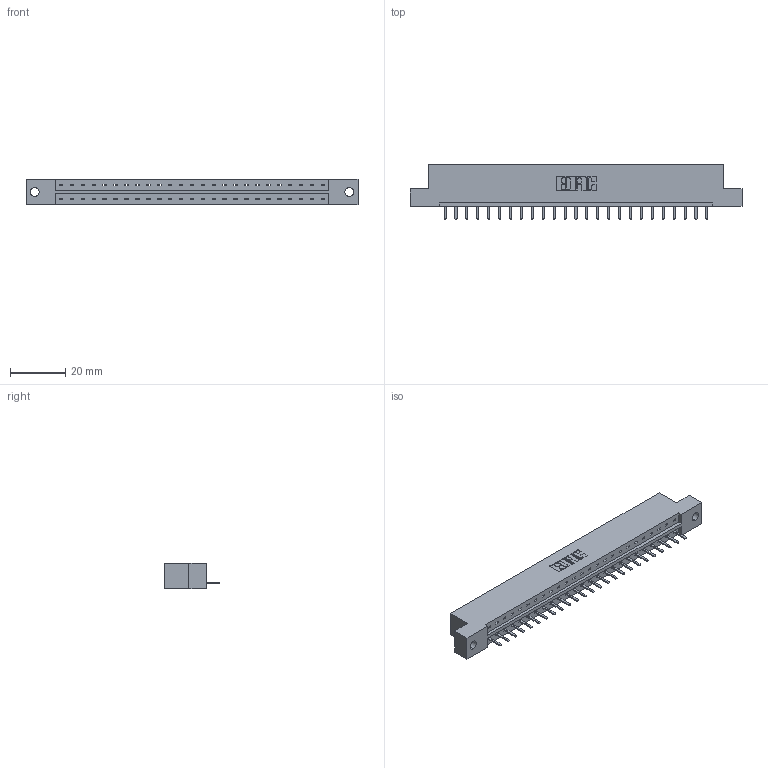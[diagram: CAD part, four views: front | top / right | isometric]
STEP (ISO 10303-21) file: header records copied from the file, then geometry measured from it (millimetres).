
FILE_DESCRIPTION (( 'STEP AP203' ), '1' );
FILE_NAME ('833-025-520-102.STEP', '2020-06-01T23:05:35', ( '' ), ( '' ), 'SwSTEP 2.0', 'SolidWorks 2020', '' );
FILE_SCHEMA (( 'CONFIG_CONTROL_DESIGN' ));
Length unit declared in the file: inch
Products named in the file (3): 833-025-520-102; 345-292-001_345-293-120; 833 Part_Flush - .128 Dia
Assembly tree (26 placements, depth 2):
  833-025-520-102
    833 Part_Flush - .128 Dia
    345-292-001_345-293-120  x25
Bounding box: 120.6 x 20.02 x 9.4 mm (x, y, z)
Volume: 11880.9 mm3; surface area: 12219.1 mm2
Topology: 26 solids, 26 shells, 1664 faces, 4911 edges, 3206 vertices
Faces by surface type: plane 1170, cylinder 494
Entity records: 17599 total; most frequent: CARTESIAN_POINT 3057, ORIENTED_EDGE 3006, DIRECTION 2601, EDGE_CURVE 1503, LINE 1371, VECTOR 1371, VERTEX_POINT 998, AXIS2_PLACEMENT_3D 615
